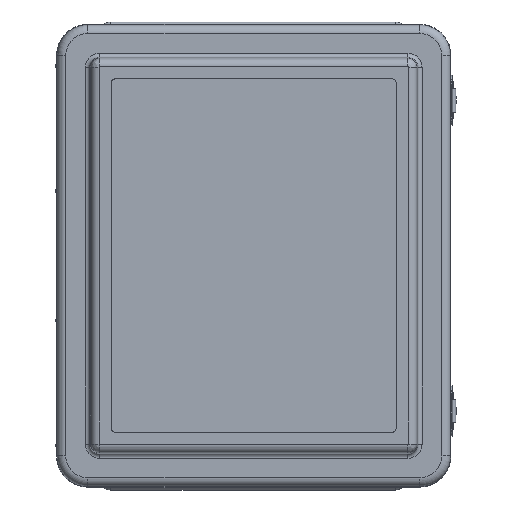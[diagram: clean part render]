
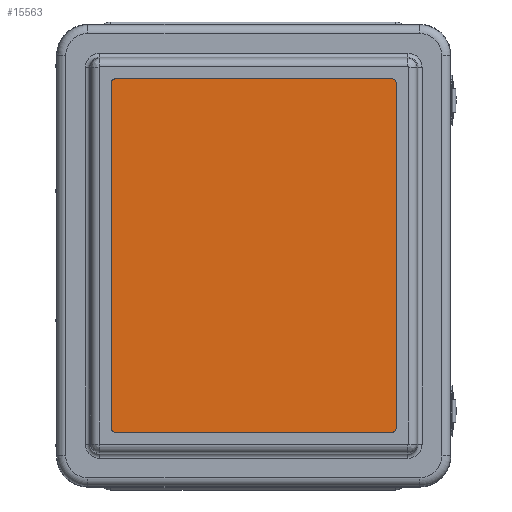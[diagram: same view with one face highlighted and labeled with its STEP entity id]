
A CAD part, top view. The second image highlights one B-rep face of the part: STEP entity #15563.
In plain terms, the highlighted planar face has unit normal (0, 0, 1).
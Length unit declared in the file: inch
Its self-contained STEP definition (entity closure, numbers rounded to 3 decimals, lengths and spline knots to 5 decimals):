
#1319=LINE($,#27347,#2492);
#1322=LINE($,#27355,#2495);
#1325=LINE($,#27363,#2498);
#1327=LINE($,#27369,#2500);
#2492=VECTOR($,#21014,10.);
#2495=VECTOR($,#21023,8.);
#2498=VECTOR($,#21032,10.);
#2500=VECTOR($,#21040,8.);
#3106=PLANE($,#17143);
#4604=FACE_OUTER_BOUND($,#5761,.T.);
#5761=EDGE_LOOP($,(#13569,#13570,#13571,#13572,#13573,#13574,#13575,#13576));
#6685=CIRCLE($,#17132,0.125);
#6686=CIRCLE($,#17135,0.125);
#6687=CIRCLE($,#17138,0.125);
#6688=CIRCLE($,#17141,0.125);
#7940=VERTEX_POINT($,#27339);
#7941=VERTEX_POINT($,#27341);
#7942=VERTEX_POINT($,#27345);
#7943=VERTEX_POINT($,#27349);
#7944=VERTEX_POINT($,#27353);
#7945=VERTEX_POINT($,#27357);
#7946=VERTEX_POINT($,#27361);
#7947=VERTEX_POINT($,#27365);
#9892=EDGE_CURVE($,#7940,#7941,#6685,.T.);
#9895=EDGE_CURVE($,#7942,#7940,#1319,.T.);
#9897=EDGE_CURVE($,#7943,#7942,#6686,.T.);
#9899=EDGE_CURVE($,#7944,#7943,#1322,.T.);
#9901=EDGE_CURVE($,#7945,#7944,#6687,.T.);
#9903=EDGE_CURVE($,#7946,#7945,#1325,.T.);
#9905=EDGE_CURVE($,#7947,#7946,#6688,.T.);
#9906=EDGE_CURVE($,#7941,#7947,#1327,.T.);
#13569=ORIENTED_EDGE($,*,*,#9906,.F.);
#13570=ORIENTED_EDGE($,*,*,#9892,.F.);
#13571=ORIENTED_EDGE($,*,*,#9895,.F.);
#13572=ORIENTED_EDGE($,*,*,#9897,.F.);
#13573=ORIENTED_EDGE($,*,*,#9899,.F.);
#13574=ORIENTED_EDGE($,*,*,#9901,.F.);
#13575=ORIENTED_EDGE($,*,*,#9903,.F.);
#13576=ORIENTED_EDGE($,*,*,#9905,.F.);
#15563=ADVANCED_FACE($,(#4604),#3106,.T.);
#17132=AXIS2_PLACEMENT_3D($,#27342,#21008,#21009);
#17135=AXIS2_PLACEMENT_3D($,#27351,#21018,#21019);
#17138=AXIS2_PLACEMENT_3D($,#27359,#21027,#21028);
#17141=AXIS2_PLACEMENT_3D($,#27367,#21036,#21037);
#17143=AXIS2_PLACEMENT_3D($,#27370,#21041,#21042);
#21008=DIRECTION('center_axis',(0.,0.,-1.));
#21009=DIRECTION('ref_axis',(0.,-1.,0.));
#21014=DIRECTION($,(0.,1.,0.));
#21018=DIRECTION('center_axis',(0.,0.,-1.));
#21019=DIRECTION('ref_axis',(1.,0.,0.));
#21023=DIRECTION($,(-1.,0.,0.));
#21027=DIRECTION('center_axis',(0.,0.,-1.));
#21028=DIRECTION('ref_axis',(0.,1.,0.));
#21032=DIRECTION($,(0.,-1.,0.));
#21036=DIRECTION('center_axis',(0.,0.,-1.));
#21037=DIRECTION('ref_axis',(-1.,0.,0.));
#21040=DIRECTION($,(1.,0.,0.));
#21041=DIRECTION('center_axis',(0.,0.,1.));
#21042=DIRECTION('ref_axis',(1.,0.,0.));
#27339=CARTESIAN_POINT('',(-4.125,5.,0.));
#27341=CARTESIAN_POINT('',(-4.,5.125,0.));
#27342=CARTESIAN_POINT('Origin',(-4.,5.,0.));
#27345=CARTESIAN_POINT('',(-4.125,-5.,0.));
#27347=CARTESIAN_POINT($,(-4.125,-5.,0.));
#27349=CARTESIAN_POINT('',(-4.,-5.125,0.));
#27351=CARTESIAN_POINT('Origin',(-4.,-5.,0.));
#27353=CARTESIAN_POINT('',(4.,-5.125,0.));
#27355=CARTESIAN_POINT($,(4.,-5.125,0.));
#27357=CARTESIAN_POINT('',(4.125,-5.,0.));
#27359=CARTESIAN_POINT('Origin',(4.,-5.,0.));
#27361=CARTESIAN_POINT('',(4.125,5.,0.));
#27363=CARTESIAN_POINT($,(4.125,5.,0.));
#27365=CARTESIAN_POINT('',(4.,5.125,0.));
#27367=CARTESIAN_POINT('Origin',(4.,5.,0.));
#27369=CARTESIAN_POINT($,(-4.,5.125,0.));
#27370=CARTESIAN_POINT('Origin',(0.,0.,0.));
